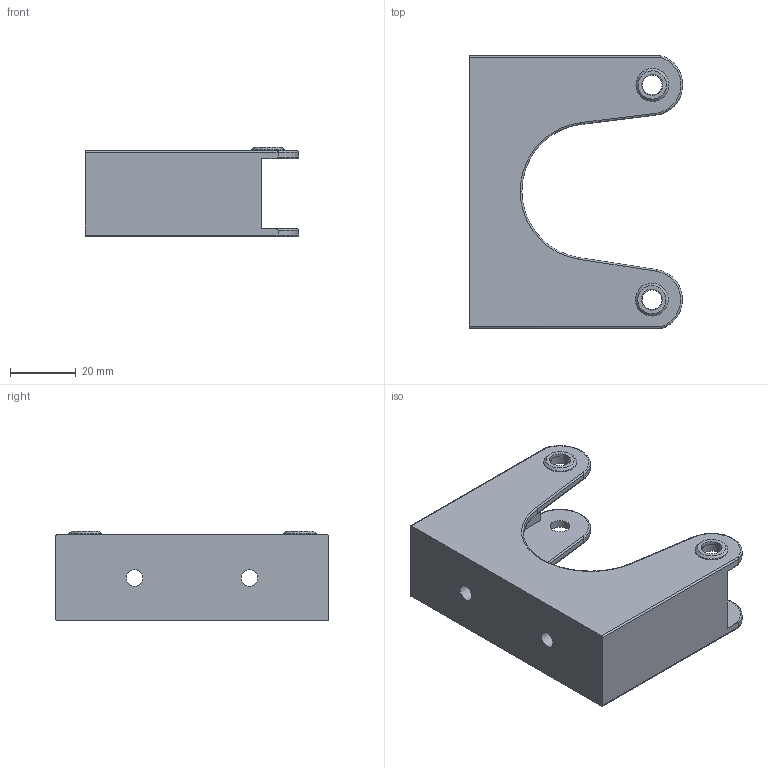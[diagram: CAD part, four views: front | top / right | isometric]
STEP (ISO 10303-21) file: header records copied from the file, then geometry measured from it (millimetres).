
FILE_DESCRIPTION(('HOOPS Exchange Step'),'2;1');
FILE_NAME('temp_export','2021-03-09T15:26:45-06:00',('mobile'),('Shapr3D Limited'),'HOOPS Exchange 2020.2','Shapr3D','Authorized');
FILE_SCHEMA( ('AP203_CONFIGURATION_CONTROLLED_3D_DESIGN_OF_MECHANICAL_PARTS_AND_ASSEMBLIES_MIM_LF') );
Length unit declared in the file: millimetre
Products named in the file (1): 1A6B7892-191E-4994-879E-64A35D48E822.tmp
Bounding box: 64.92 x 83.06 x 27.25 mm (x, y, z)
Volume: 26946.1 mm3; surface area: 22452.4 mm2
Topology: 3 solids, 3 shells, 80 faces, 208 edges, 136 vertices
Faces by surface type: cylinder 32, plane 26, torus 18, cone 4
Full cylindrical faces by diameter (mm): 5 x2, 6 x4, 6.4 x2, 10 x2
Entity records: 2705 total; most frequent: CARTESIAN_POINT 587, DIRECTION 474, ORIENTED_EDGE 416, EDGE_CURVE 208, AXIS2_PLACEMENT_3D 195, VERTEX_POINT 136, CIRCLE 114, EDGE_LOOP 98
